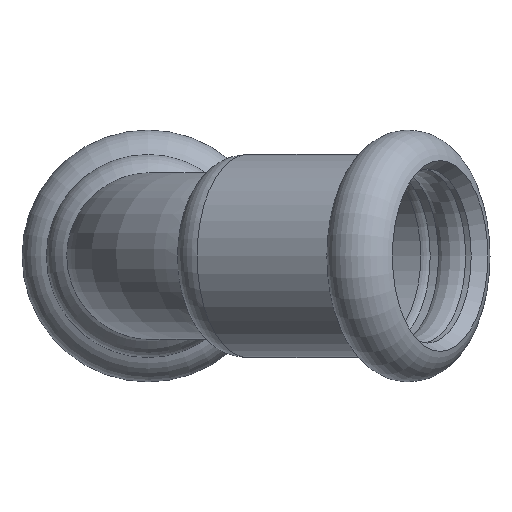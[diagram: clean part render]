
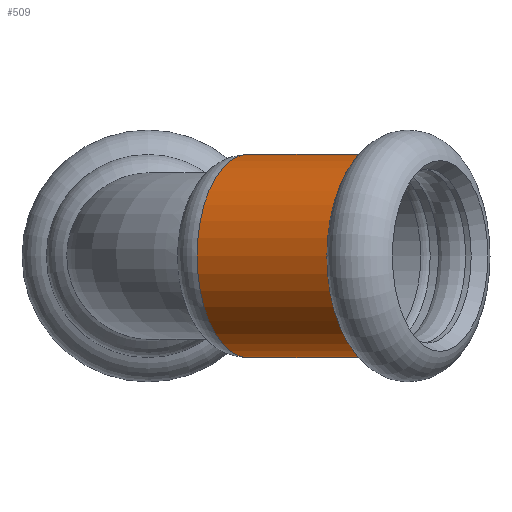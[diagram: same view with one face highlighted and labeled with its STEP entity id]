
A CAD part, left-side view. The second image highlights one B-rep face of the part: STEP entity #509.
In plain terms, the highlighted cylindrical face has radius 9.15 mm (diameter 18.3 mm), a full revolution.
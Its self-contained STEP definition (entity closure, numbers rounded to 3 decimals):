
#33=LINE('',#1007,#43);
#43=VECTOR('',#747,9.15);
#53=CYLINDRICAL_SURFACE('',#597,9.15);
#67=FACE_OUTER_BOUND('',#89,.T.);
#89=EDGE_LOOP('',(#393,#394,#395,#396,#397,#398,#399,#400));
#103=CIRCLE('',#544,9.15);
#104=CIRCLE('',#545,9.15);
#105=CIRCLE('',#546,9.15);
#139=CIRCLE('',#588,9.15);
#141=CIRCLE('',#590,9.15);
#142=CIRCLE('',#591,9.15);
#167=VERTEX_POINT('',#816);
#168=VERTEX_POINT('',#818);
#169=VERTEX_POINT('',#820);
#199=VERTEX_POINT('',#897);
#200=VERTEX_POINT('',#898);
#204=VERTEX_POINT('',#948);
#231=EDGE_CURVE('',#168,#167,#103,.T.);
#232=EDGE_CURVE('',#169,#168,#104,.T.);
#233=EDGE_CURVE('',#167,#169,#105,.T.);
#271=EDGE_CURVE('',#199,#200,#139,.T.);
#276=EDGE_CURVE('',#200,#204,#141,.T.);
#277=EDGE_CURVE('',#204,#199,#142,.T.);
#285=EDGE_CURVE('',#169,#204,#33,.T.);
#393=ORIENTED_EDGE('',*,*,#231,.T.);
#394=ORIENTED_EDGE('',*,*,#233,.T.);
#395=ORIENTED_EDGE('',*,*,#285,.T.);
#396=ORIENTED_EDGE('',*,*,#276,.F.);
#397=ORIENTED_EDGE('',*,*,#271,.F.);
#398=ORIENTED_EDGE('',*,*,#277,.F.);
#399=ORIENTED_EDGE('',*,*,#285,.F.);
#400=ORIENTED_EDGE('',*,*,#232,.T.);
#509=ADVANCED_FACE('',(#67),#53,.T.);
#544=AXIS2_PLACEMENT_3D('',#819,#635,#636);
#545=AXIS2_PLACEMENT_3D('',#821,#637,#638);
#546=AXIS2_PLACEMENT_3D('',#822,#639,#640);
#588=AXIS2_PLACEMENT_3D('',#899,#727,#728);
#590=AXIS2_PLACEMENT_3D('',#949,#731,#732);
#591=AXIS2_PLACEMENT_3D('',#950,#733,#734);
#597=AXIS2_PLACEMENT_3D('',#1006,#745,#746);
#635=DIRECTION('center_axis',(0.5,0.866,0.));
#636=DIRECTION('ref_axis',(-0.866,0.5,0.));
#637=DIRECTION('center_axis',(0.5,0.866,0.));
#638=DIRECTION('ref_axis',(-0.866,0.5,0.));
#639=DIRECTION('center_axis',(0.5,0.866,0.));
#640=DIRECTION('ref_axis',(-0.866,0.5,0.));
#727=DIRECTION('center_axis',(0.5,0.866,0.));
#728=DIRECTION('ref_axis',(-0.866,0.5,0.));
#731=DIRECTION('center_axis',(0.5,0.866,0.));
#732=DIRECTION('ref_axis',(-0.866,0.5,0.));
#733=DIRECTION('center_axis',(0.5,0.866,0.));
#734=DIRECTION('ref_axis',(-0.866,0.5,0.));
#745=DIRECTION('center_axis',(0.5,0.866,0.));
#746=DIRECTION('ref_axis',(-0.866,0.5,0.));
#747=DIRECTION('',(0.5,0.866,0.));
#816=CARTESIAN_POINT('',(-42.37,-20.746,9.15));
#818=CARTESIAN_POINT('',(-50.294,-16.171,0.));
#819=CARTESIAN_POINT('Origin',(-42.37,-20.746,0.));
#820=CARTESIAN_POINT('',(-34.446,-25.321,0.));
#821=CARTESIAN_POINT('Origin',(-42.37,-20.746,0.));
#822=CARTESIAN_POINT('Origin',(-42.37,-20.746,0.));
#897=CARTESIAN_POINT('',(-43.513,-4.425,0.));
#898=CARTESIAN_POINT('',(-35.588,-9.,9.15));
#899=CARTESIAN_POINT('Origin',(-35.588,-9.,0.));
#948=CARTESIAN_POINT('',(-27.664,-13.575,0.));
#949=CARTESIAN_POINT('Origin',(-35.588,-9.,0.));
#950=CARTESIAN_POINT('Origin',(-35.588,-9.,0.));
#1006=CARTESIAN_POINT('Origin',(-38.979,-14.873,0.));
#1007=CARTESIAN_POINT('',(-31.055,-19.448,0.));
